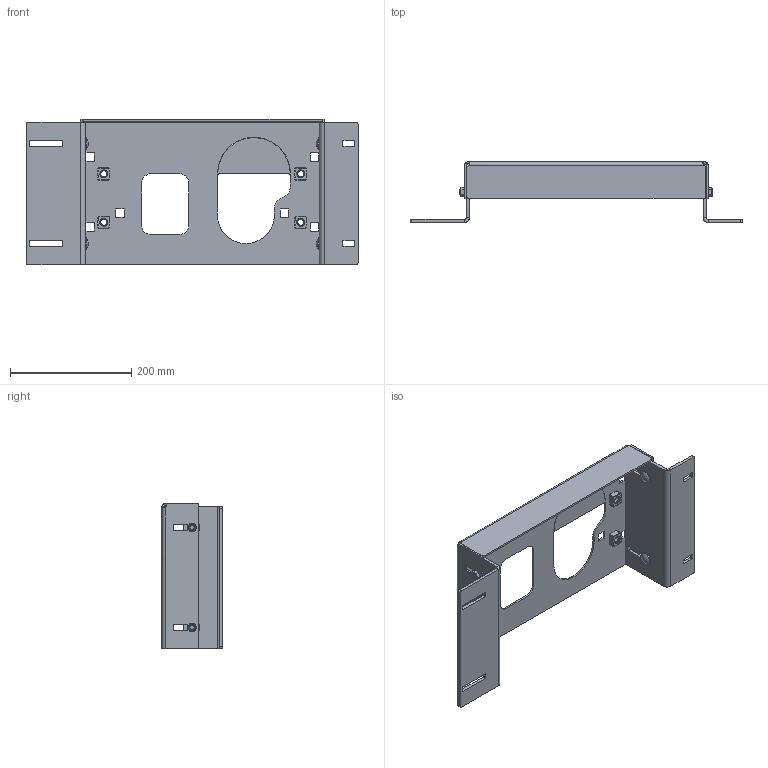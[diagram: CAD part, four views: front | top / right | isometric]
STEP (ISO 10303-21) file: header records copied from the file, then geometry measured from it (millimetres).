
FILE_DESCRIPTION (( 'STEP AP214' ), '1' );
FILE_NAME ('UNI-STAND-XL.STEP', '2025-01-10T12:08:33', ( '' ), ( '' ), 'SwSTEP 2.0', 'SolidWorks 2019', '' );
FILE_SCHEMA (( 'AUTOMOTIVE_DESIGN' ));
Length unit declared in the file: millimetre
Products named in the file (6): UNI-STAND-XL.P2; UNI-STAND-XL.P1; DIN603 M8x16; 3788804_M12-ZI-140-32_A M12_14_1,8-3,2mm BOSSARD; MATICA DIN 934_MATICA M 8; UNI-STAND-XL
Assembly tree (15 placements, depth 2):
  UNI-STAND-XL
    UNI-STAND-XL.P1
    UNI-STAND-XL.P2  x2
    3788804_M12-ZI-140-32_A M12_14_1,8-3,2mm BOSSARD  x4
    DIN603 M8x16  x4
    MATICA DIN 934_MATICA M 8  x4
Bounding box: 547.93 x 100.6 x 240 mm (x, y, z)
Volume: 739140 mm3; surface area: 425823.2 mm2
Topology: 15 solids, 15 shells, 1060 faces, 2964 edges, 1932 vertices
Faces by surface type: plane 530, bspline 260, cylinder 190, cone 72, sphere 8
Entity records: 22014 total; most frequent: CARTESIAN_POINT 8255, ORIENTED_EDGE 3070, DIRECTION 2358, EDGE_CURVE 1535, VERTEX_POINT 1004, AXIS2_PLACEMENT_3D 789, VECTOR 780, LINE 780
